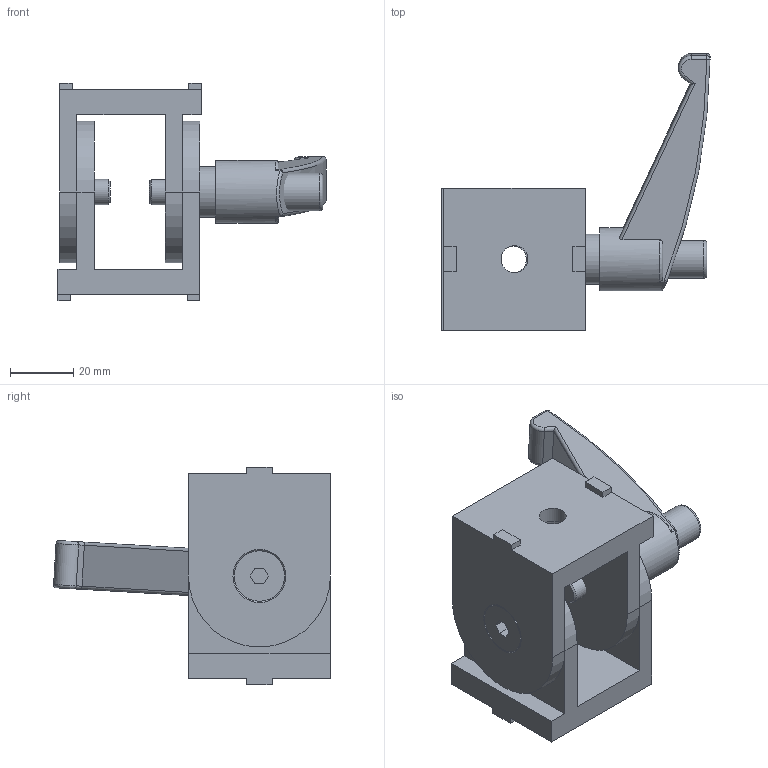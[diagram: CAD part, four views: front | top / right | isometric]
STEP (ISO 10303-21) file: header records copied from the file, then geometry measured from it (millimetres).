
FILE_DESCRIPTION(/* description */ ('Kloubový spoj'),/* implementation_level */ '2;1');
FILE_NAME(/* name */ '324546.stp',/* time_stamp */ '2022-10-07T07:58:51+02:00',/* author */ ('aluteckkpl_am'),/* organization */ (''),/* preprocessor_version */ 'ST-DEVELOPER v18.1',/* originating_system */ 'Autodesk Inventor 2021',/* authorisation */ '');
FILE_SCHEMA (('CONFIG_CONTROL_DESIGN'));
Length unit declared in the file: millimetre
Products named in the file (7): 324546; 324545-1; 324545-2; 324546-1; 324545-3-1; 324545-3-2; 200816.4
Assembly tree (7 placements, depth 3):
  324546
    324545-1  x2
    324545-2
    324546-1
      324545-3-1
      324545-3-2
    200816.4
Bounding box: 84.99 x 87.77 x 69 mm (x, y, z)
Volume: 94026.7 mm3; surface area: 38234.4 mm2
Topology: 6 solids, 6 shells, 116 faces, 306 edges, 205 vertices
Faces by surface type: plane 63, cylinder 34, torus 8, cone 6, sphere 4, bspline 1
Full cylindrical faces by diameter (mm): 6.647 x2, 8 x4, 8.2 x2, 8.5 x2, 12 x2, 13.5 x2, 16 x3, 16.4 x1, 20 x1
Entity records: 3250 total; most frequent: CARTESIAN_POINT 707, DIRECTION 523, ORIENTED_EDGE 454, EDGE_CURVE 227, AXIS2_PLACEMENT_3D 205, VERTEX_POINT 153, LINE 113, VECTOR 113
